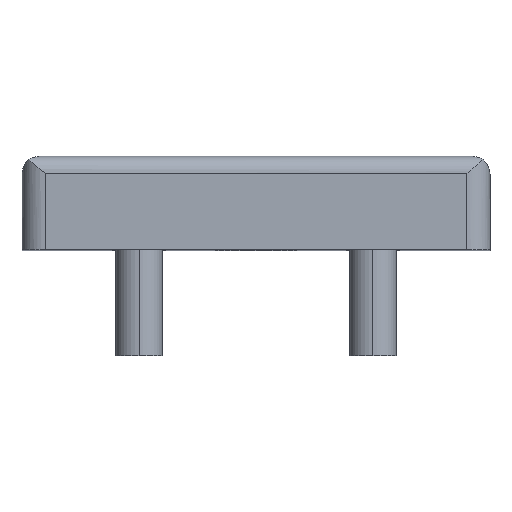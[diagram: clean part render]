
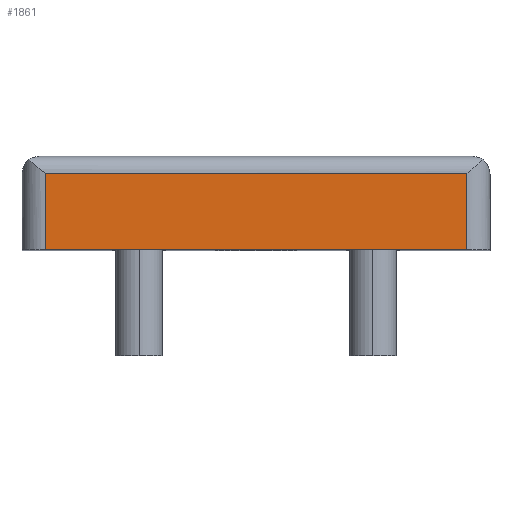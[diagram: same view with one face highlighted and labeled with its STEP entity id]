
A CAD part, top view. The second image highlights one B-rep face of the part: STEP entity #1861.
In plain terms, the highlighted planar face has unit normal (0, 0, 1).
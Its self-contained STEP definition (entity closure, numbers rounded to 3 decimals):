
#86 = VERTEX_POINT ( 'NONE', #2812 ) ;
#154 = DIRECTION ( 'NONE',  ( -1., 0., 0. ) ) ;
#186 = CARTESIAN_POINT ( 'NONE',  ( -36., 0., 40. ) ) ;
#267 = CARTESIAN_POINT ( 'NONE',  ( 36., 0., 40. ) ) ;
#465 = DIRECTION ( 'NONE',  ( 0., -1., 0. ) ) ;
#681 = EDGE_CURVE ( 'NONE', #2393, #965, #2451, .T. ) ;
#736 = EDGE_LOOP ( 'NONE', ( #1324, #1390, #2405, #1670 ) ) ;
#777 = PLANE ( 'NONE',  #2011 ) ;
#799 = CARTESIAN_POINT ( 'NONE',  ( 36., 13., 40. ) ) ;
#811 = EDGE_CURVE ( 'NONE', #86, #965, #2171, .T. ) ;
#965 = VERTEX_POINT ( 'NONE', #1662 ) ;
#991 = VECTOR ( 'NONE', #1382, 1000. ) ;
#1203 = CARTESIAN_POINT ( 'NONE',  ( 0., 0., 40. ) ) ;
#1324 = ORIENTED_EDGE ( 'NONE', *, *, #681, .F. ) ;
#1382 = DIRECTION ( 'NONE',  ( 1., 0., 0. ) ) ;
#1390 = ORIENTED_EDGE ( 'NONE', *, *, #1725, .T. ) ;
#1411 = VECTOR ( 'NONE', #2356, 1000. ) ;
#1463 = DIRECTION ( 'NONE',  ( 1., 0., 0. ) ) ;
#1503 = VECTOR ( 'NONE', #465, 1000. ) ;
#1534 = FACE_OUTER_BOUND ( 'NONE', #736, .T. ) ;
#1594 = CARTESIAN_POINT ( 'NONE',  ( 36., 13., 40. ) ) ;
#1662 = CARTESIAN_POINT ( 'NONE',  ( 36., 0., 40. ) ) ;
#1670 = ORIENTED_EDGE ( 'NONE', *, *, #811, .T. ) ;
#1725 = EDGE_CURVE ( 'NONE', #2393, #2608, #2404, .T. ) ;
#1861 = ADVANCED_FACE ( 'NONE', ( #1534 ), #777, .T. ) ;
#2005 = LINE ( 'NONE', #186, #1411 ) ;
#2011 = AXIS2_PLACEMENT_3D ( 'NONE', #2338, #2558, #1463 ) ;
#2171 = LINE ( 'NONE', #1203, #991 ) ;
#2338 = CARTESIAN_POINT ( 'NONE',  ( 36., 0., 40. ) ) ;
#2356 = DIRECTION ( 'NONE',  ( 0., -1., 0. ) ) ;
#2393 = VERTEX_POINT ( 'NONE', #1594 ) ;
#2404 = LINE ( 'NONE', #799, #2571 ) ;
#2405 = ORIENTED_EDGE ( 'NONE', *, *, #2803, .T. ) ;
#2451 = LINE ( 'NONE', #267, #1503 ) ;
#2558 = DIRECTION ( 'NONE',  ( 0., 0., 1. ) ) ;
#2571 = VECTOR ( 'NONE', #154, 1000. ) ;
#2608 = VERTEX_POINT ( 'NONE', #2725 ) ;
#2725 = CARTESIAN_POINT ( 'NONE',  ( -36., 13., 40. ) ) ;
#2803 = EDGE_CURVE ( 'NONE', #2608, #86, #2005, .T. ) ;
#2812 = CARTESIAN_POINT ( 'NONE',  ( -36., 0., 40. ) ) ;
